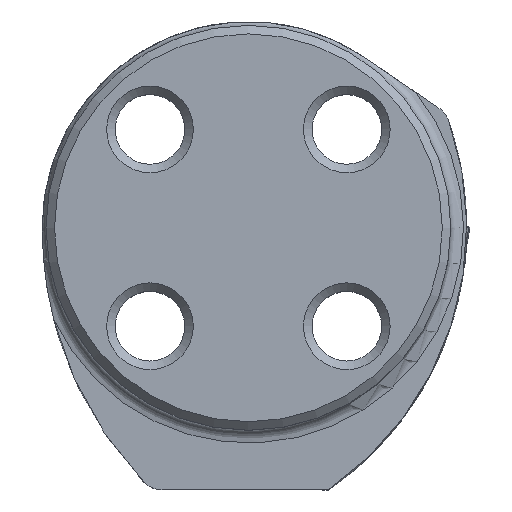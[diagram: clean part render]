
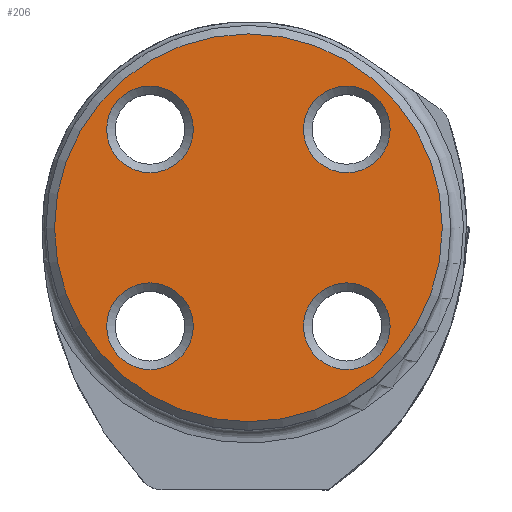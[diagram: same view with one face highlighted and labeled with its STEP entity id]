
A CAD part, top view. The second image highlights one B-rep face of the part: STEP entity #206.
In plain terms, the highlighted planar face has unit normal (0, 0, 1).
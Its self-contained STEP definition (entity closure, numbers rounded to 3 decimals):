
#125=FACE_BOUND('',#365,.T.);
#126=FACE_BOUND('',#366,.T.);
#127=FACE_BOUND('',#367,.T.);
#128=FACE_BOUND('',#368,.T.);
#129=FACE_BOUND('',#369,.T.);
#165=PLANE('',#1500);
#206=ADVANCED_FACE('',(#125,#126,#127,#128,#129),#165,.F.);
#365=EDGE_LOOP('',(#785));
#366=EDGE_LOOP('',(#786));
#367=EDGE_LOOP('',(#787));
#368=EDGE_LOOP('',(#788));
#369=EDGE_LOOP('',(#789));
#562=CIRCLE('',#1494,15.325);
#563=CIRCLE('',#1496,3.425);
#564=CIRCLE('',#1497,3.425);
#565=CIRCLE('',#1498,3.425);
#566=CIRCLE('',#1499,3.425);
#785=ORIENTED_EDGE('',*,*,#1251,.F.);
#786=ORIENTED_EDGE('',*,*,#1252,.T.);
#787=ORIENTED_EDGE('',*,*,#1253,.T.);
#788=ORIENTED_EDGE('',*,*,#1254,.F.);
#789=ORIENTED_EDGE('',*,*,#1250,.F.);
#1096=VERTEX_POINT('',#2895);
#1097=VERTEX_POINT('',#2898);
#1098=VERTEX_POINT('',#2900);
#1099=VERTEX_POINT('',#2902);
#1100=VERTEX_POINT('',#2904);
#1250=EDGE_CURVE('',#1096,#1096,#562,.T.);
#1251=EDGE_CURVE('',#1097,#1097,#563,.T.);
#1252=EDGE_CURVE('',#1098,#1098,#564,.T.);
#1253=EDGE_CURVE('',#1099,#1099,#565,.T.);
#1254=EDGE_CURVE('',#1100,#1100,#566,.T.);
#1494=AXIS2_PLACEMENT_3D('',#2894,#1684,#1685);
#1496=AXIS2_PLACEMENT_3D('',#2897,#1688,#1689);
#1497=AXIS2_PLACEMENT_3D('',#2899,#1690,#1691);
#1498=AXIS2_PLACEMENT_3D('',#2901,#1692,#1693);
#1499=AXIS2_PLACEMENT_3D('',#2903,#1694,#1695);
#1500=AXIS2_PLACEMENT_3D('',#2905,#1696,#1697);
#1684=DIRECTION('',(0.,0.,-1.));
#1685=DIRECTION('',(1.,0.,0.));
#1688=DIRECTION('',(0.,0.,1.));
#1689=DIRECTION('',(1.,0.,0.));
#1690=DIRECTION('',(0.,0.,-1.));
#1691=DIRECTION('',(1.,0.,0.));
#1692=DIRECTION('',(0.,0.,-1.));
#1693=DIRECTION('',(1.,0.,0.));
#1694=DIRECTION('',(0.,0.,1.));
#1695=DIRECTION('',(1.,0.,0.));
#1696=DIRECTION('',(0.,0.,-1.));
#1697=DIRECTION('',(1.,0.,0.));
#2894=CARTESIAN_POINT('',(0.,0.,0.));
#2895=CARTESIAN_POINT('',(15.325,0.,0.));
#2897=CARTESIAN_POINT('',(-7.778,-7.778,0.));
#2898=CARTESIAN_POINT('',(-4.353,-7.778,0.));
#2899=CARTESIAN_POINT('',(-7.778,7.778,0.));
#2900=CARTESIAN_POINT('',(-4.353,7.778,0.));
#2901=CARTESIAN_POINT('',(7.778,-7.778,0.));
#2902=CARTESIAN_POINT('',(11.203,-7.778,0.));
#2903=CARTESIAN_POINT('',(7.778,7.778,0.));
#2904=CARTESIAN_POINT('',(11.203,7.778,0.));
#2905=CARTESIAN_POINT('',(0.,0.,0.));
